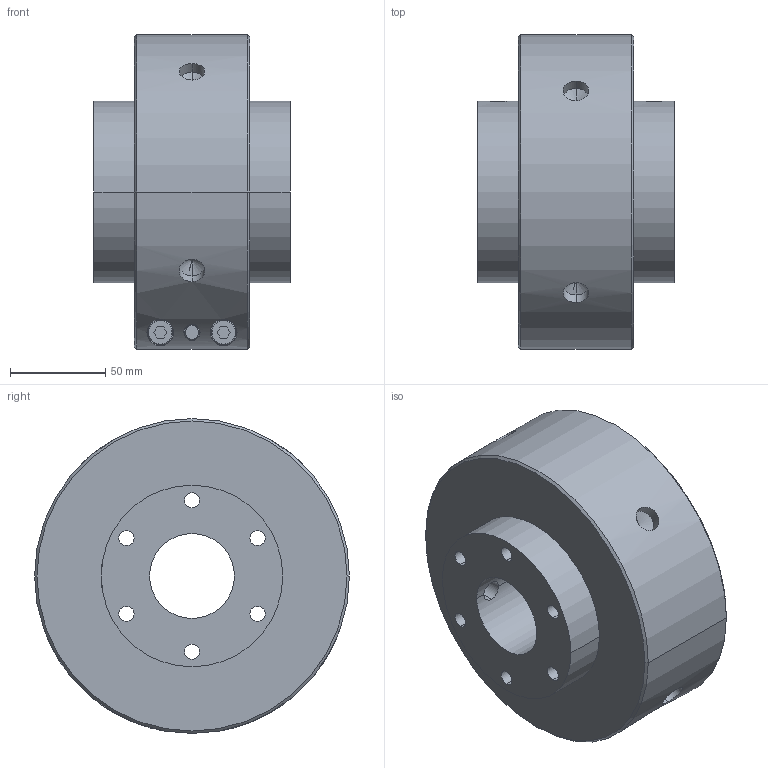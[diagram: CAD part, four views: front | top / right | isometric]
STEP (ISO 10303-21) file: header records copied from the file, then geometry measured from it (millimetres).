
FILE_DESCRIPTION (( 'STEP AP203' ), '1' );
FILE_NAME ('PH 20000.STEP', '2010-11-04T03:50:42', ( '' ), ( '' ), 'SwSTEP 2.0', 'SolidWorks 2010', '' );
FILE_SCHEMA (( 'CONFIG_CONTROL_DESIGN' ));
Length unit declared in the file: inch
Products named in the file (1): PH 20000
Bounding box: 102.87 x 165.1 x 165.1 mm (x, y, z)
Volume: 1385638.2 mm3; surface area: 135956.6 mm2
Topology: 4 solids, 4 shells, 135 faces, 330 edges, 208 vertices
Faces by surface type: cylinder 72, plane 39, cone 24
Entity records: 5202 total; most frequent: CARTESIAN_POINT 1867, DIRECTION 690, ORIENTED_EDGE 644, EDGE_CURVE 322, AXIS2_PLACEMENT_3D 268, VERTEX_POINT 208, EDGE_LOOP 184, VECTOR 154
